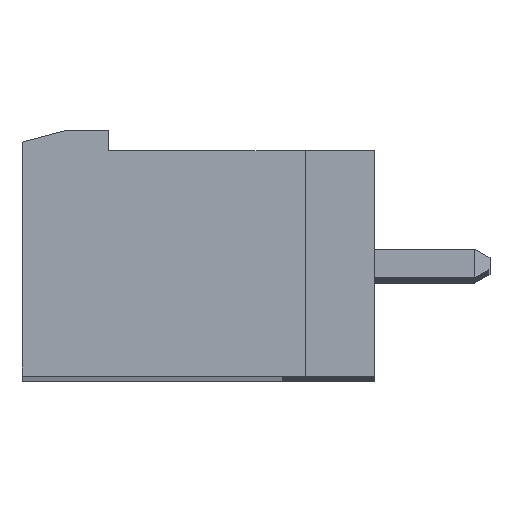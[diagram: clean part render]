
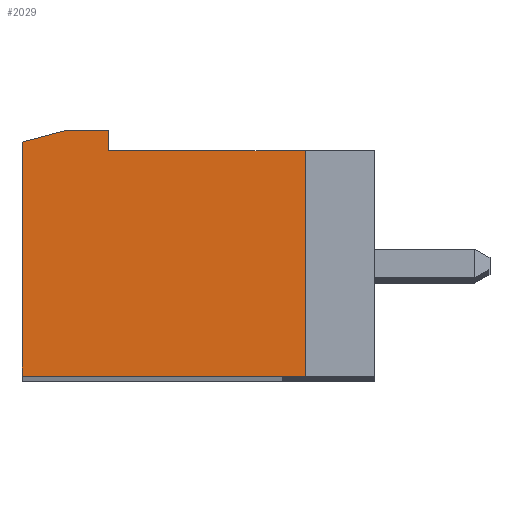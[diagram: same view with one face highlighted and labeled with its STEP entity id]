
A CAD part, top view. The second image highlights one B-rep face of the part: STEP entity #2029.
In plain terms, the highlighted planar face has unit normal (0, 0, 1).
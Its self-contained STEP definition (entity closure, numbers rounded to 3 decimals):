
#2029 = ADVANCED_FACE( '', ( #4312 ), #4313, .F. );
#4312 = FACE_OUTER_BOUND( '', #6842, .T. );
#4313 = PLANE( '', #6843 );
#6842 = EDGE_LOOP( '', ( #12874, #12875, #12876, #12877, #12878, #12879, #12880 ) );
#6843 = AXIS2_PLACEMENT_3D( '', #12881, #12882, #12883 );
#12874 = ORIENTED_EDGE( '', *, *, #15035, .F. );
#12875 = ORIENTED_EDGE( '', *, *, #17280, .F. );
#12876 = ORIENTED_EDGE( '', *, *, #15687, .F. );
#12877 = ORIENTED_EDGE( '', *, *, #16892, .F. );
#12878 = ORIENTED_EDGE( '', *, *, #16257, .F. );
#12879 = ORIENTED_EDGE( '', *, *, #16311, .F. );
#12880 = ORIENTED_EDGE( '', *, *, #15495, .F. );
#12881 = CARTESIAN_POINT( '', ( 197.225, 4.81, 92.44 ) );
#12882 = DIRECTION( '', ( 0., 0., -1. ) );
#12883 = DIRECTION( '', ( 0., -1., 0. ) );
#15035 = EDGE_CURVE( '', #18038, #18033, #18040, .T. );
#15495 = EDGE_CURVE( '', #18033, #18835, #18836, .T. );
#15687 = EDGE_CURVE( '', #19161, #19044, #19163, .T. );
#16257 = EDGE_CURVE( '', #20053, #19873, #20055, .T. );
#16311 = EDGE_CURVE( '', #18835, #20053, #20132, .T. );
#16892 = EDGE_CURVE( '', #19873, #19161, #20904, .T. );
#17280 = EDGE_CURVE( '', #19044, #18038, #21363, .T. );
#18033 = VERTEX_POINT( '', #22323 );
#18038 = VERTEX_POINT( '', #22330 );
#18040 = LINE( '', #22333, #22334 );
#18835 = VERTEX_POINT( '', #23503 );
#18836 = LINE( '', #23504, #23505 );
#19044 = VERTEX_POINT( '', #23810 );
#19161 = VERTEX_POINT( '', #23993 );
#19163 = LINE( '', #23996, #23997 );
#19873 = VERTEX_POINT( '', #25056 );
#20053 = VERTEX_POINT( '', #25345 );
#20055 = LINE( '', #25348, #25349 );
#20132 = LINE( '', #25460, #25461 );
#20904 = LINE( '', #26641, #26642 );
#21363 = LINE( '', #27333, #27334 );
#22323 = CARTESIAN_POINT( '', ( 197.425, 4.01, 92.44 ) );
#22330 = CARTESIAN_POINT( '', ( 197.425, 4.71, 92.44 ) );
#22333 = CARTESIAN_POINT( '', ( 197.425, 4.31, 92.44 ) );
#22334 = VECTOR( '', #28046, 1000. );
#23503 = CARTESIAN_POINT( '', ( 204.225, 4.01, 92.44 ) );
#23504 = CARTESIAN_POINT( '', ( 204.025, 4.01, 92.44 ) );
#23505 = VECTOR( '', #28448, 1000. );
#23810 = CARTESIAN_POINT( '', ( 195.918, 4.71, 92.44 ) );
#23993 = CARTESIAN_POINT( '', ( 194.425, 4.31, 92.44 ) );
#23996 = CARTESIAN_POINT( '', ( 195.918, 4.71, 92.44 ) );
#23997 = VECTOR( '', #28625, 1000. );
#25056 = CARTESIAN_POINT( '', ( 194.425, -3.79, 92.44 ) );
#25345 = CARTESIAN_POINT( '', ( 204.225, -3.79, 92.44 ) );
#25348 = CARTESIAN_POINT( '', ( 194.225, -3.79, 92.44 ) );
#25349 = VECTOR( '', #29115, 1000. );
#25460 = CARTESIAN_POINT( '', ( 204.225, -3.79, 92.44 ) );
#25461 = VECTOR( '', #29162, 1000. );
#26641 = CARTESIAN_POINT( '', ( 194.425, 4.41, 92.44 ) );
#26642 = VECTOR( '', #29610, 1000. );
#27333 = CARTESIAN_POINT( '', ( 197.425, 4.71, 92.44 ) );
#27334 = VECTOR( '', #29870, 1000. );
#28046 = DIRECTION( '', ( 0., -1., 0. ) );
#28448 = DIRECTION( '', ( 1., 0., 0. ) );
#28625 = DIRECTION( '', ( 0.966, 0.259, 0. ) );
#29115 = DIRECTION( '', ( -1., 0., 0. ) );
#29162 = DIRECTION( '', ( 0., -1., 0. ) );
#29610 = DIRECTION( '', ( 0., 1., 0. ) );
#29870 = DIRECTION( '', ( 1., 0., 0. ) );
